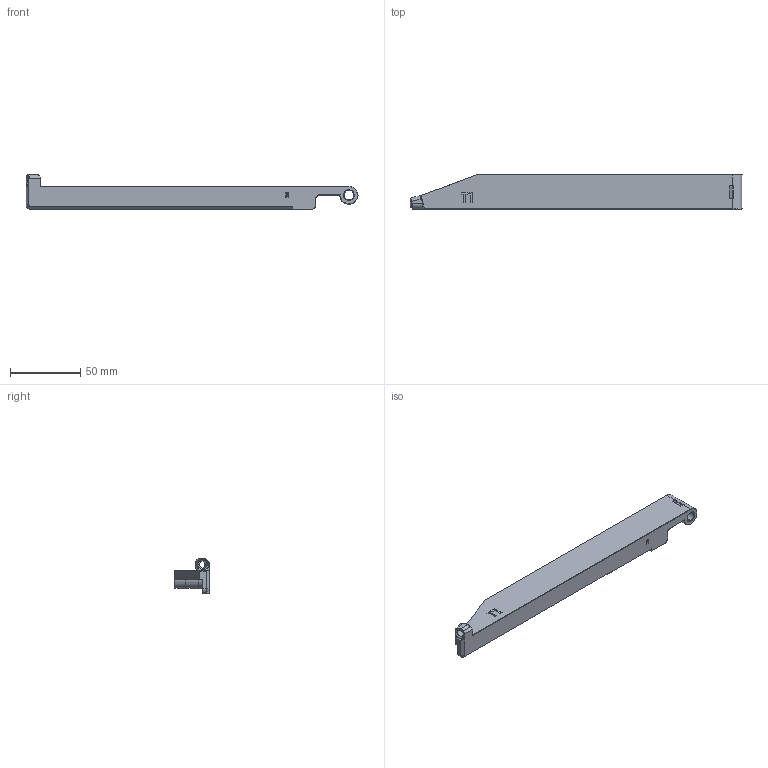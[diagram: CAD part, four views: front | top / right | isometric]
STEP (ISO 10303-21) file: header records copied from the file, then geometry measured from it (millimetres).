
FILE_DESCRIPTION (( 'STEP AP203' ), '1' );
FILE_NAME ('PR2115_A-B-C_TubeGuideArm_AngledDown_RevR.STEP', '2023-08-31T19:51:09', ( '' ), ( '' ), 'SwSTEP 2.0', 'SolidWorks 2022', '' );
FILE_SCHEMA (( 'CONFIG_CONTROL_DESIGN' ));
Length unit declared in the file: millimetre
Products named in the file (1): PR2115_A-B-C_TubeGuideArm_AngledDown_RevR
Bounding box: 236.5 x 24.45 x 24.5 mm (x, y, z)
Volume: 44431.5 mm3; surface area: 19643 mm2
Topology: 1 solids, 1 shells, 122 faces, 358 edges, 229 vertices
Faces by surface type: plane 68, cylinder 31, bspline 12, torus 6, cone 5
Entity records: 4712 total; most frequent: CARTESIAN_POINT 1390, ORIENTED_EDGE 716, DIRECTION 646, EDGE_CURVE 358, VERTEX_POINT 229, LINE 228, VECTOR 228, AXIS2_PLACEMENT_3D 209
